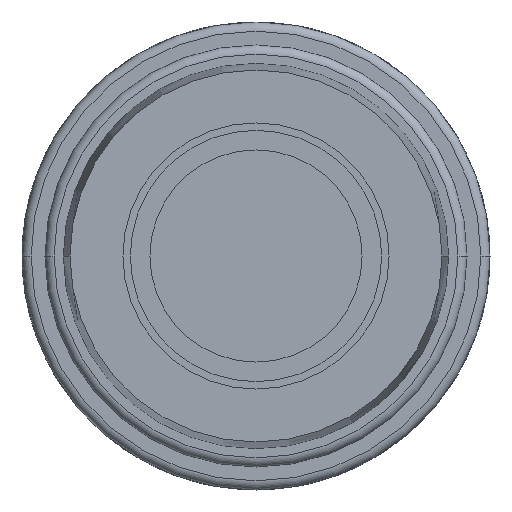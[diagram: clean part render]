
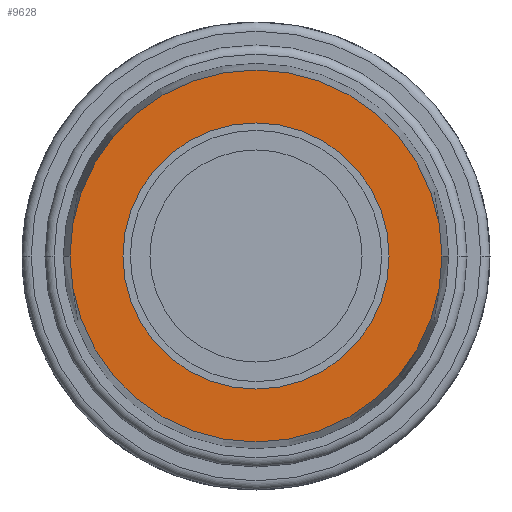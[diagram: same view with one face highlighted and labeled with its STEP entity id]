
A CAD part, left-side view. The second image highlights one B-rep face of the part: STEP entity #9628.
In plain terms, the highlighted planar face has unit normal (-1, 0, 0).
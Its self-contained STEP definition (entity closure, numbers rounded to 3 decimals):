
#3254=CARTESIAN_POINT('',(-9.5,0.,0.));
#3255=DIRECTION('',(1.,0.,0.));
#3256=DIRECTION('',(0.,1.,0.));
#3257=AXIS2_PLACEMENT_3D('',#3254,#3255,#3256);
#3262=CARTESIAN_POINT('',(-9.5,0.,0.));
#3263=DIRECTION('',(1.,0.,0.));
#3264=DIRECTION('',(0.,-1.,0.));
#3265=AXIS2_PLACEMENT_3D('',#3262,#3263,#3264);
#3270=CARTESIAN_POINT('',(-9.5,0.,0.));
#3271=DIRECTION('',(-1.,0.,0.));
#3272=DIRECTION('',(0.,1.,0.));
#3273=AXIS2_PLACEMENT_3D('',#3270,#3271,#3272);
#3278=CARTESIAN_POINT('',(-9.5,0.,0.));
#3279=DIRECTION('',(-1.,0.,0.));
#3280=DIRECTION('',(0.,-1.,0.));
#3281=AXIS2_PLACEMENT_3D('',#3278,#3279,#3280);
#8970=CARTESIAN_POINT('',(-9.5,10.133,0.));
#8971=CARTESIAN_POINT('',(-9.5,-10.133,0.));
#8972=VERTEX_POINT('',#8970);
#8973=VERTEX_POINT('',#8971);
#8974=CARTESIAN_POINT('',(-9.5,7.25,0.));
#8975=CARTESIAN_POINT('',(-9.5,-7.25,0.));
#8976=VERTEX_POINT('',#8974);
#8977=VERTEX_POINT('',#8975);
#9611=CARTESIAN_POINT('',(-9.5,0.,0.));
#9612=DIRECTION('',(-1.,0.,0.));
#9613=DIRECTION('',(0.,-1.,0.));
#9614=AXIS2_PLACEMENT_3D('',#9611,#9612,#9613);
#9615=PLANE('',#9614);
#9617=ORIENTED_EDGE('',*,*,#9616,.T.);
#9619=ORIENTED_EDGE('',*,*,#9618,.T.);
#9620=EDGE_LOOP('',(#9617,#9619));
#9621=FACE_OUTER_BOUND('',#9620,.F.);
#9623=ORIENTED_EDGE('',*,*,#9622,.T.);
#9625=ORIENTED_EDGE('',*,*,#9624,.T.);
#9626=EDGE_LOOP('',(#9623,#9625));
#9627=FACE_BOUND('',#9626,.F.);
#3258=CIRCLE('',#3257,10.133);
#3266=CIRCLE('',#3265,10.133);
#3274=CIRCLE('',#3273,7.25);
#3282=CIRCLE('',#3281,7.25);
#9616=EDGE_CURVE('',#8972,#8973,#3258,.T.);
#9618=EDGE_CURVE('',#8973,#8972,#3266,.T.);
#9622=EDGE_CURVE('',#8976,#8977,#3274,.T.);
#9624=EDGE_CURVE('',#8977,#8976,#3282,.T.);
#9628=ADVANCED_FACE('',(#9621,#9627),#9615,.T.);
